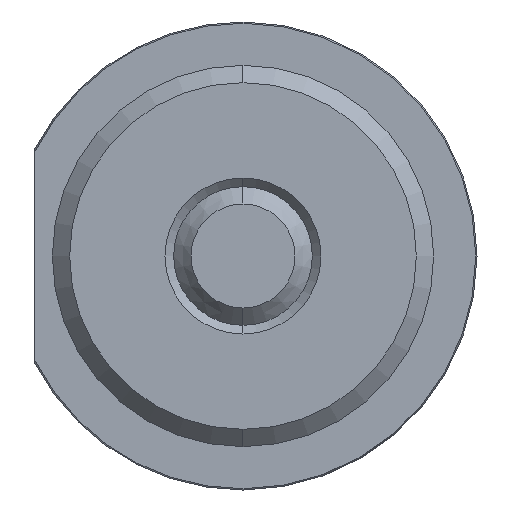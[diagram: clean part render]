
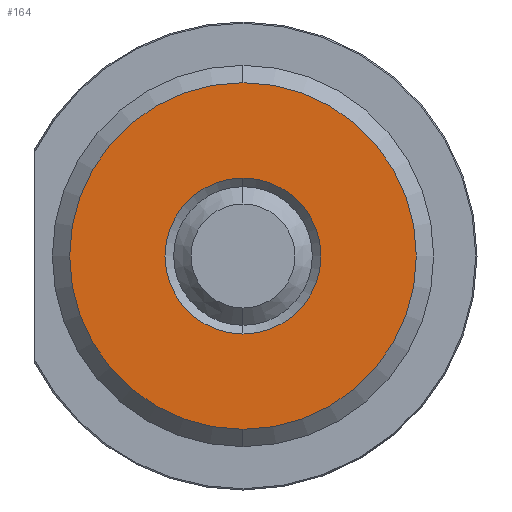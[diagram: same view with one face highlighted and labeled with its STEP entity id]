
A CAD part, left-side view. The second image highlights one B-rep face of the part: STEP entity #164.
In plain terms, the highlighted planar face has unit normal (-1, 0, 0).
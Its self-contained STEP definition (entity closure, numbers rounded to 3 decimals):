
#2 = ORIENTED_EDGE ( 'NONE', *, *, #706, .T. ) ;
#164 = ADVANCED_FACE ( 'NONE', ( #1753, #1744 ), #1228, .F. ) ;
#212 = CIRCLE ( 'NONE', #1583, 10. ) ;
#225 = CIRCLE ( 'NONE', #1589, 10. ) ;
#321 = CIRCLE ( 'NONE', #1628, 4.5 ) ;
#436 = AXIS2_PLACEMENT_3D ( 'NONE', #1136, #1218, #1220 ) ;
#450 = VERTEX_POINT ( 'NONE', #593 ) ;
#593 = CARTESIAN_POINT ( 'NONE',  ( 0., 0., 4.5 ) ) ;
#608 = DIRECTION ( 'NONE',  ( 0., 0., -1. ) ) ;
#622 = AXIS2_PLACEMENT_3D ( 'NONE', #1230, #1235, #608 ) ;
#706 = EDGE_CURVE ( 'NONE', #450, #1181, #1847, .T. ) ;
#966 = CARTESIAN_POINT ( 'NONE',  ( 0., 0., -4.5 ) ) ;
#1136 = CARTESIAN_POINT ( 'NONE',  ( 0., 0., 0. ) ) ;
#1181 = VERTEX_POINT ( 'NONE', #966 ) ;
#1218 = DIRECTION ( 'NONE',  ( 1., 0., 0. ) ) ;
#1220 = DIRECTION ( 'NONE',  ( 0., 0., -1. ) ) ;
#1228 = PLANE ( 'NONE',  #622 ) ;
#1230 = CARTESIAN_POINT ( 'NONE',  ( 0., 4., 0. ) ) ;
#1235 = DIRECTION ( 'NONE',  ( 1., 0., 0. ) ) ;
#1345 = EDGE_CURVE ( 'NONE', #1558, #1404, #212, .T. ) ;
#1374 = EDGE_CURVE ( 'NONE', #1404, #1558, #225, .T. ) ;
#1404 = VERTEX_POINT ( 'NONE', #2260 ) ;
#1511 = EDGE_CURVE ( 'NONE', #1181, #450, #321, .T. ) ;
#1558 = VERTEX_POINT ( 'NONE', #2361 ) ;
#1583 = AXIS2_PLACEMENT_3D ( 'NONE', #2610, #2453, #2455 ) ;
#1589 = AXIS2_PLACEMENT_3D ( 'NONE', #2422, #2452, #2451 ) ;
#1628 = AXIS2_PLACEMENT_3D ( 'NONE', #2175, #2543, #2553 ) ;
#1744 = FACE_OUTER_BOUND ( 'NONE', #2845, .T. ) ;
#1753 = FACE_BOUND ( 'NONE', #2805, .T. ) ;
#1760 = ORIENTED_EDGE ( 'NONE', *, *, #1374, .T. ) ;
#1813 = ORIENTED_EDGE ( 'NONE', *, *, #1511, .T. ) ;
#1847 = CIRCLE ( 'NONE', #436, 4.5 ) ;
#2175 = CARTESIAN_POINT ( 'NONE',  ( 0., 0., 0. ) ) ;
#2260 = CARTESIAN_POINT ( 'NONE',  ( 0., 0., 10. ) ) ;
#2361 = CARTESIAN_POINT ( 'NONE',  ( 0., 0., -10. ) ) ;
#2422 = CARTESIAN_POINT ( 'NONE',  ( 0., 0., 0. ) ) ;
#2451 = DIRECTION ( 'NONE',  ( 0., 0., -1. ) ) ;
#2452 = DIRECTION ( 'NONE',  ( -1., 0., 0. ) ) ;
#2453 = DIRECTION ( 'NONE',  ( -1., 0., 0. ) ) ;
#2455 = DIRECTION ( 'NONE',  ( 0., 0., -1. ) ) ;
#2543 = DIRECTION ( 'NONE',  ( 1., 0., 0. ) ) ;
#2553 = DIRECTION ( 'NONE',  ( 0., 0., -1. ) ) ;
#2610 = CARTESIAN_POINT ( 'NONE',  ( 0., 0., 0. ) ) ;
#2692 = ORIENTED_EDGE ( 'NONE', *, *, #1345, .T. ) ;
#2805 = EDGE_LOOP ( 'NONE', ( #2, #1813 ) ) ;
#2845 = EDGE_LOOP ( 'NONE', ( #2692, #1760 ) ) ;
